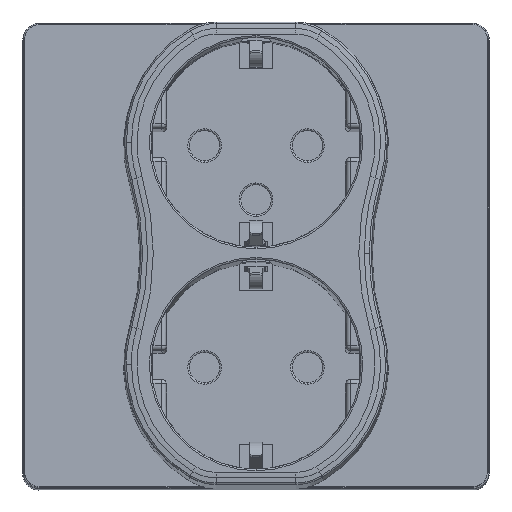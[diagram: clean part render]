
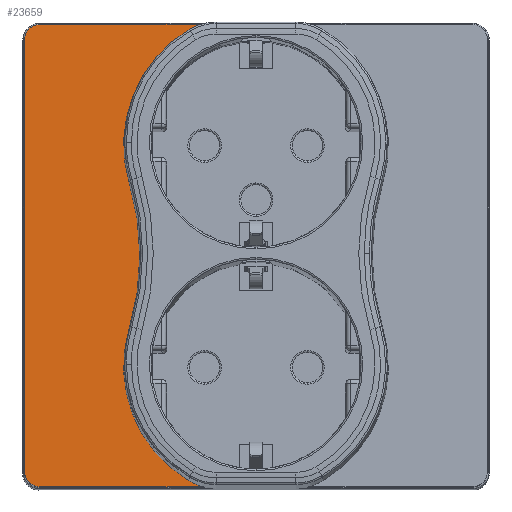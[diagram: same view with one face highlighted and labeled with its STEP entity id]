
A CAD part, front view. The second image highlights one B-rep face of the part: STEP entity #23659.
In plain terms, the highlighted face is planar.
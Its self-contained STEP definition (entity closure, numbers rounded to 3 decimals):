
#103 = ORIENTED_EDGE ( 'NONE', *, *, #29397, .T. ) ;
#131 = VERTEX_POINT ( 'NONE', #25133 ) ;
#881 = B_SPLINE_CURVE_WITH_KNOTS ( 'NONE', 3,
 ( #19505, #45040, #37943, #40568, #16705, #12950, #30957, #26309, #8588, #22852, #10399, #35617, #38640, #13660 ),
 .UNSPECIFIED., .F., .F.,
 ( 4, 2, 2, 2, 2, 2, 4 ),
 ( 0., 0.125, 0.25, 0.5, 0.75, 0.875, 1. ),
 .UNSPECIFIED. ) ;
#1516 = CARTESIAN_POINT ( 'NONE',  ( -41.663, -41.976, 11.234 ) ) ;
#2624 = AXIS2_PLACEMENT_3D ( 'NONE', #27012, #44360, #12279 ) ;
#2760 = DIRECTION ( 'NONE',  ( 0., -0.017, -1. ) ) ;
#2769 = EDGE_CURVE ( 'NONE', #44127, #35493, #10108, .T. ) ;
#3931 = DIRECTION ( 'NONE',  ( 0., 1., -0.017 ) ) ;
#5057 = CIRCLE ( 'NONE', #44678, 9.956 ) ;
#5500 = CARTESIAN_POINT ( 'NONE',  ( -42.619, -40.514, 11.209 ) ) ;
#6411 = CARTESIAN_POINT ( 'NONE',  ( -40.006, -42.515, 11.244 ) ) ;
#6777 = DIRECTION ( 'NONE',  ( 0., -1., 0.017 ) ) ;
#6904 = CIRCLE ( 'NONE', #40404, 24.456 ) ;
#7506 = DIRECTION ( 'NONE',  ( -1., 0., 0. ) ) ;
#8063 = VERTEX_POINT ( 'NONE', #21282 ) ;
#8225 = ORIENTED_EDGE ( 'NONE', *, *, #2769, .T. ) ;
#8510 = EDGE_LOOP ( 'NONE', ( #15027, #28000, #12267, #44873, #103, #15430, #41710, #9097, #8225, #11782 ) ) ;
#8580 = CARTESIAN_POINT ( 'NONE',  ( -42.365, -41.176, 11.22 ) ) ;
#8588 = CARTESIAN_POINT ( 'NONE',  ( -42.365, 41.541, 9.776 ) ) ;
#8798 = CARTESIAN_POINT ( 'NONE',  ( -40.359, -42.498, 11.243 ) ) ;
#9097 = ORIENTED_EDGE ( 'NONE', *, *, #45679, .T. ) ;
#9360 = CIRCLE ( 'NONE', #13799, 47.044 ) ;
#10019 = PLANE ( 'NONE',  #30680 ) ;
#10108 = CIRCLE ( 'NONE', #2624, 24.456 ) ;
#10399 = CARTESIAN_POINT ( 'NONE',  ( -42.62, 40.879, 9.788 ) ) ;
#10688 = VECTOR ( 'NONE', #7506, 1000. ) ;
#11782 = ORIENTED_EDGE ( 'NONE', *, *, #29047, .F. ) ;
#12261 = CARTESIAN_POINT ( 'NONE',  ( -40.702, -42.43, 11.242 ) ) ;
#12267 = ORIENTED_EDGE ( 'NONE', *, *, #21672, .T. ) ;
#12279 = DIRECTION ( 'NONE',  ( 0., 1., -0.017 ) ) ;
#12727 = CARTESIAN_POINT ( 'NONE',  ( -23.43, 13.669, 10.263 ) ) ;
#12950 = CARTESIAN_POINT ( 'NONE',  ( -41.365, 42.542, 9.759 ) ) ;
#13660 = CARTESIAN_POINT ( 'NONE',  ( -42.705, 40.183, 9.8 ) ) ;
#13799 = AXIS2_PLACEMENT_3D ( 'NONE', #24729, #46268, #31260 ) ;
#13961 = CARTESIAN_POINT ( 'NONE',  ( -40.006, -42.515, 11.244 ) ) ;
#14346 = CARTESIAN_POINT ( 'NONE',  ( -7.348, -32.812, 11.074 ) ) ;
#15027 = ORIENTED_EDGE ( 'NONE', *, *, #23638, .T. ) ;
#15430 = ORIENTED_EDGE ( 'NONE', *, *, #34149, .T. ) ;
#15761 = CARTESIAN_POINT ( 'NONE',  ( -41.364, -42.176, 11.238 ) ) ;
#16705 = CARTESIAN_POINT ( 'NONE',  ( -40.873, 42.745, 9.755 ) ) ;
#16778 = FACE_OUTER_BOUND ( 'NONE', #8510, .T. ) ;
#17245 = DIRECTION ( 'NONE',  ( 1., 0., 0. ) ) ;
#18419 = VERTEX_POINT ( 'NONE', #23096 ) ;
#19148 = EDGE_CURVE ( 'NONE', #8063, #131, #34985, .T. ) ;
#19354 = CARTESIAN_POINT ( 'NONE',  ( 0., 20.68, 10.141 ) ) ;
#19497 = CARTESIAN_POINT ( 'NONE',  ( -42.688, -40.168, 11.203 ) ) ;
#19505 = CARTESIAN_POINT ( 'NONE',  ( -40.006, 42.882, 9.753 ) ) ;
#19639 = CARTESIAN_POINT ( 'NONE',  ( -23.43, -13.303, 10.734 ) ) ;
#21282 = CARTESIAN_POINT ( 'NONE',  ( -40.006, -42.515, 11.244 ) ) ;
#21672 = EDGE_CURVE ( 'NONE', #30561, #18419, #28549, .T. ) ;
#22182 = DIRECTION ( 'NONE',  ( 0., -0.017, -1. ) ) ;
#22750 = VECTOR ( 'NONE', #6777, 1000. ) ;
#22852 = CARTESIAN_POINT ( 'NONE',  ( -42.568, 41.05, 9.785 ) ) ;
#23057 = CARTESIAN_POINT ( 'NONE',  ( -40.184, -42.515, 11.244 ) ) ;
#23096 = CARTESIAN_POINT ( 'NONE',  ( -40.006, 42.882, 9.753 ) ) ;
#23638 = EDGE_CURVE ( 'NONE', #40566, #24278, #6904, .T. ) ;
#23659 = ADVANCED_FACE ( 'NONE', ( #16778 ), #10019, .F. ) ;
#24278 = VERTEX_POINT ( 'NONE', #36542 ) ;
#24728 = DIRECTION ( 'NONE',  ( 0., 1., -0.017 ) ) ;
#24729 = CARTESIAN_POINT ( 'NONE',  ( -68.498, 0.183, 10.498 ) ) ;
#25133 = CARTESIAN_POINT ( 'NONE',  ( -9.571, -42.515, 11.244 ) ) ;
#26309 = CARTESIAN_POINT ( 'NONE',  ( -42.166, 41.84, 9.771 ) ) ;
#26398 = DIRECTION ( 'NONE',  ( 0., -0.017, -1. ) ) ;
#26773 = VERTEX_POINT ( 'NONE', #38409 ) ;
#27012 = CARTESIAN_POINT ( 'NONE',  ( 0., -20.314, 10.856 ) ) ;
#27715 = B_SPLINE_CURVE_WITH_KNOTS ( 'NONE', 3,
 ( #40558, #37484, #19497, #5500, #33762, #8580, #33529, #1516, #15761, #44346, #12261, #8798, #23057, #6411 ),
 .UNSPECIFIED., .F., .F.,
 ( 4, 2, 2, 2, 2, 2, 4 ),
 ( 0., 0.125, 0.25, 0.5, 0.75, 0.875, 1. ),
 .UNSPECIFIED. ) ;
#28000 = ORIENTED_EDGE ( 'NONE', *, *, #36652, .T. ) ;
#28161 = DIRECTION ( 'NONE',  ( 0., -0.017, -1. ) ) ;
#28516 = CIRCLE ( 'NONE', #41228, 9.956 ) ;
#28549 = LINE ( 'NONE', #28792, #10688 ) ;
#28607 = CARTESIAN_POINT ( 'NONE',  ( -42.705, 40.183, 9.8 ) ) ;
#28792 = CARTESIAN_POINT ( 'NONE',  ( 40.006, 42.882, 9.753 ) ) ;
#29047 = EDGE_CURVE ( 'NONE', #40566, #35493, #9360, .T. ) ;
#29397 = EDGE_CURVE ( 'NONE', #37828, #26773, #42096, .T. ) ;
#29415 = CARTESIAN_POINT ( 'NONE',  ( -9.571, 42.882, 9.753 ) ) ;
#30561 = VERTEX_POINT ( 'NONE', #29415 ) ;
#30566 = DIRECTION ( 'NONE',  ( 0., 1., -0.017 ) ) ;
#30680 = AXIS2_PLACEMENT_3D ( 'NONE', #34750, #2760, #24728 ) ;
#30957 = CARTESIAN_POINT ( 'NONE',  ( -41.664, 42.342, 9.763 ) ) ;
#31260 = DIRECTION ( 'NONE',  ( 0., 1., -0.017 ) ) ;
#31421 = DIRECTION ( 'NONE',  ( 0., 1., -0.017 ) ) ;
#32209 = CARTESIAN_POINT ( 'NONE',  ( -12.394, -41.393, 11.224 ) ) ;
#33118 = CARTESIAN_POINT ( 'NONE',  ( -7.348, 33.178, 9.922 ) ) ;
#33529 = CARTESIAN_POINT ( 'NONE',  ( -42.165, -41.474, 11.226 ) ) ;
#33762 = CARTESIAN_POINT ( 'NONE',  ( -42.568, -40.684, 11.212 ) ) ;
#34149 = EDGE_CURVE ( 'NONE', #26773, #8063, #27715, .T. ) ;
#34750 = CARTESIAN_POINT ( 'NONE',  ( 41.915, -41.725, 11.23 ) ) ;
#34951 = EDGE_CURVE ( 'NONE', #18419, #37828, #881, .T. ) ;
#34985 = LINE ( 'NONE', #13961, #44587 ) ;
#35493 = VERTEX_POINT ( 'NONE', #19639 ) ;
#35617 = CARTESIAN_POINT ( 'NONE',  ( -42.688, 40.536, 9.794 ) ) ;
#36542 = CARTESIAN_POINT ( 'NONE',  ( -12.394, 41.76, 9.773 ) ) ;
#36652 = EDGE_CURVE ( 'NONE', #24278, #30561, #28516, .T. ) ;
#37484 = CARTESIAN_POINT ( 'NONE',  ( -42.705, -39.994, 11.2 ) ) ;
#37828 = VERTEX_POINT ( 'NONE', #28607 ) ;
#37943 = CARTESIAN_POINT ( 'NONE',  ( -40.358, 42.865, 9.753 ) ) ;
#38409 = CARTESIAN_POINT ( 'NONE',  ( -42.705, -39.816, 11.197 ) ) ;
#38640 = CARTESIAN_POINT ( 'NONE',  ( -42.705, 40.361, 9.797 ) ) ;
#40404 = AXIS2_PLACEMENT_3D ( 'NONE', #19354, #26398, #30566 ) ;
#40558 = CARTESIAN_POINT ( 'NONE',  ( -42.705, -39.816, 11.197 ) ) ;
#40566 = VERTEX_POINT ( 'NONE', #12727 ) ;
#40568 = CARTESIAN_POINT ( 'NONE',  ( -40.704, 42.796, 9.755 ) ) ;
#41228 = AXIS2_PLACEMENT_3D ( 'NONE', #33118, #22182, #3931 ) ;
#41710 = ORIENTED_EDGE ( 'NONE', *, *, #19148, .T. ) ;
#42096 = LINE ( 'NONE', #46100, #22750 ) ;
#44127 = VERTEX_POINT ( 'NONE', #32209 ) ;
#44346 = CARTESIAN_POINT ( 'NONE',  ( -40.873, -42.378, 11.241 ) ) ;
#44360 = DIRECTION ( 'NONE',  ( 0., -0.017, -1. ) ) ;
#44587 = VECTOR ( 'NONE', #17245, 1000. ) ;
#44678 = AXIS2_PLACEMENT_3D ( 'NONE', #14346, #28161, #31421 ) ;
#44873 = ORIENTED_EDGE ( 'NONE', *, *, #34951, .T. ) ;
#45040 = CARTESIAN_POINT ( 'NONE',  ( -40.183, 42.882, 9.753 ) ) ;
#45679 = EDGE_CURVE ( 'NONE', #131, #44127, #5057, .T. ) ;
#46100 = CARTESIAN_POINT ( 'NONE',  ( -42.705, 40.183, 9.8 ) ) ;
#46268 = DIRECTION ( 'NONE',  ( 0., -0.017, -1. ) ) ;
